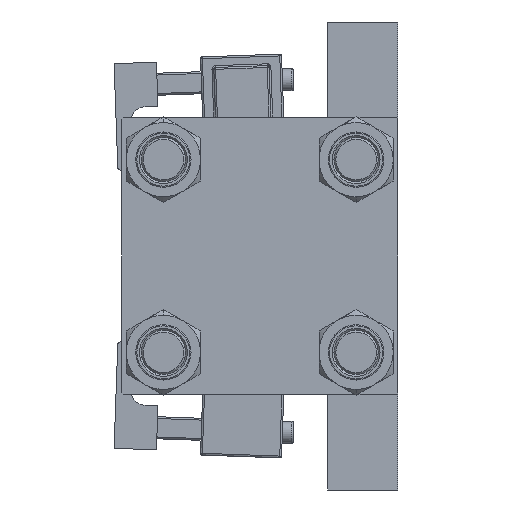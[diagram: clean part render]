
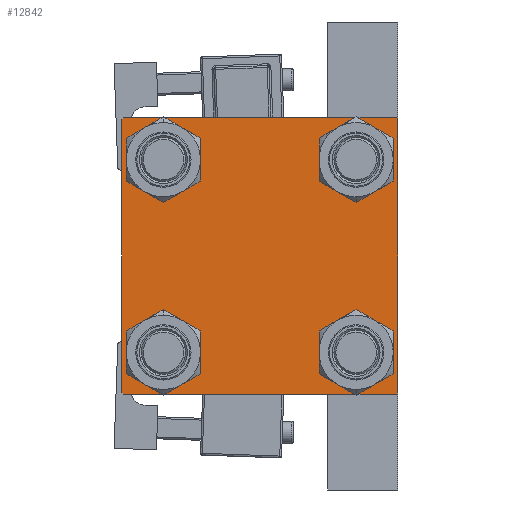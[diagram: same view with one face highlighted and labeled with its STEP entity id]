
A CAD part, left-side view. The second image highlights one B-rep face of the part: STEP entity #12842.
In plain terms, the highlighted planar face has unit normal (-1, 0, 0).
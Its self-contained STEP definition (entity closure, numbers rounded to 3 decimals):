
#77 = EDGE_CURVE ( 'NONE', #26438, #15712, #364, .T. ) ;
#364 = LINE ( 'NONE', #40627, #46702 ) ;
#644 = AXIS2_PLACEMENT_3D ( 'NONE', #25660, #5409, #41505 ) ;
#782 = AXIS2_PLACEMENT_3D ( 'NONE', #41325, #44978, #17680 ) ;
#880 = VERTEX_POINT ( 'NONE', #9888 ) ;
#2576 = CARTESIAN_POINT ( 'NONE',  ( 0., -26.15, 19.65 ) ) ;
#3092 = DIRECTION ( 'NONE',  ( 0., 0., 1. ) ) ;
#3325 = EDGE_CURVE ( 'NONE', #37691, #26438, #42152, .T. ) ;
#3405 = ORIENTED_EDGE ( 'NONE', *, *, #28166, .T. ) ;
#3907 = FACE_BOUND ( 'NONE', #29368, .T. ) ;
#4425 = FACE_BOUND ( 'NONE', #9759, .T. ) ;
#4588 = FACE_OUTER_BOUND ( 'NONE', #25197, .T. ) ;
#4704 = ORIENTED_EDGE ( 'NONE', *, *, #30589, .F. ) ;
#5165 = DIRECTION ( 'NONE',  ( 0., 0., 1. ) ) ;
#5409 = DIRECTION ( 'NONE',  ( 1., 0., 0. ) ) ;
#5659 = CIRCLE ( 'NONE', #644, 6.5 ) ;
#5978 = CARTESIAN_POINT ( 'NONE',  ( 0., 26.15, 19.65 ) ) ;
#6133 = LINE ( 'NONE', #50547, #12681 ) ;
#6199 = VERTEX_POINT ( 'NONE', #48344 ) ;
#6293 = VERTEX_POINT ( 'NONE', #36878 ) ;
#6294 = DIRECTION ( 'NONE',  ( 0., 0.707, 0.707 ) ) ;
#6507 = VERTEX_POINT ( 'NONE', #2576 ) ;
#7268 = CARTESIAN_POINT ( 'NONE',  ( 0., -37.25, 37.25 ) ) ;
#7606 = CARTESIAN_POINT ( 'NONE',  ( 0., -26.15, -26.15 ) ) ;
#8309 = DIRECTION ( 'NONE',  ( 1., 0., 0. ) ) ;
#8564 = CARTESIAN_POINT ( 'NONE',  ( 0., 26.15, -26.15 ) ) ;
#9695 = CIRCLE ( 'NONE', #17979, 6.5 ) ;
#9759 = EDGE_LOOP ( 'NONE', ( #13975, #3405 ) ) ;
#9888 = CARTESIAN_POINT ( 'NONE',  ( 0., -37., 37.5 ) ) ;
#10102 = CARTESIAN_POINT ( 'NONE',  ( 0., 26.15, 32.65 ) ) ;
#11313 = ORIENTED_EDGE ( 'NONE', *, *, #24046, .F. ) ;
#11566 = VERTEX_POINT ( 'NONE', #39876 ) ;
#12681 = VECTOR ( 'NONE', #18076, 1000. ) ;
#12841 = DIRECTION ( 'NONE',  ( 0., -0.707, -0.707 ) ) ;
#12842 = ADVANCED_FACE ( 'NONE', ( #4425, #23636, #3907, #43916, #4588 ), #39753, .T. ) ;
#12943 = CARTESIAN_POINT ( 'NONE',  ( 0., -37.25, -37.25 ) ) ;
#13729 = DIRECTION ( 'NONE',  ( 0., 0., 1. ) ) ;
#13753 = VECTOR ( 'NONE', #24723, 1000. ) ;
#13962 = CIRCLE ( 'NONE', #18103, 6.5 ) ;
#13975 = ORIENTED_EDGE ( 'NONE', *, *, #48008, .T. ) ;
#13992 = DIRECTION ( 'NONE',  ( 1., 0., 0. ) ) ;
#14816 = EDGE_LOOP ( 'NONE', ( #16635, #33440 ) ) ;
#15472 = VERTEX_POINT ( 'NONE', #49795 ) ;
#15712 = VERTEX_POINT ( 'NONE', #45593 ) ;
#16011 = VECTOR ( 'NONE', #48510, 1000. ) ;
#16029 = ORIENTED_EDGE ( 'NONE', *, *, #31342, .T. ) ;
#16363 = DIRECTION ( 'NONE',  ( 0., 0.707, -0.707 ) ) ;
#16614 = DIRECTION ( 'NONE',  ( 1., 0., 0. ) ) ;
#16629 = ORIENTED_EDGE ( 'NONE', *, *, #26919, .T. ) ;
#16635 = ORIENTED_EDGE ( 'NONE', *, *, #43380, .T. ) ;
#16899 = DIRECTION ( 'NONE',  ( 0., 0., 1. ) ) ;
#17637 = AXIS2_PLACEMENT_3D ( 'NONE', #36882, #48601, #16899 ) ;
#17680 = DIRECTION ( 'NONE',  ( 0., 0., 1. ) ) ;
#17979 = AXIS2_PLACEMENT_3D ( 'NONE', #8564, #8309, #5165 ) ;
#18076 = DIRECTION ( 'NONE',  ( 0., 0., -1. ) ) ;
#18103 = AXIS2_PLACEMENT_3D ( 'NONE', #49328, #13992, #13729 ) ;
#18279 = VERTEX_POINT ( 'NONE', #10102 ) ;
#18456 = CIRCLE ( 'NONE', #17637, 6.5 ) ;
#18688 = CARTESIAN_POINT ( 'NONE',  ( 0., -37., -37.5 ) ) ;
#19004 = CIRCLE ( 'NONE', #46401, 6.5 ) ;
#19509 = VERTEX_POINT ( 'NONE', #39366 ) ;
#19745 = DIRECTION ( 'NONE',  ( -1., 0., 0. ) ) ;
#19976 = LINE ( 'NONE', #24130, #28731 ) ;
#21466 = LINE ( 'NONE', #49021, #16011 ) ;
#21493 = DIRECTION ( 'NONE',  ( 0., -0.707, 0.707 ) ) ;
#21886 = CARTESIAN_POINT ( 'NONE',  ( 0., 37.5, 37.5 ) ) ;
#22017 = CARTESIAN_POINT ( 'NONE',  ( 0., 37.5, 37. ) ) ;
#23180 = CIRCLE ( 'NONE', #782, 6.5 ) ;
#23436 = DIRECTION ( 'NONE',  ( 0., 0., 1. ) ) ;
#23636 = FACE_BOUND ( 'NONE', #14816, .T. ) ;
#24046 = EDGE_CURVE ( 'NONE', #43925, #880, #39816, .T. ) ;
#24130 = CARTESIAN_POINT ( 'NONE',  ( 0., 37.25, 37.25 ) ) ;
#24723 = DIRECTION ( 'NONE',  ( 0., -1., 0. ) ) ;
#25152 = DIRECTION ( 'NONE',  ( 0., 0., 1. ) ) ;
#25197 = EDGE_LOOP ( 'NONE', ( #26661, #29259, #16029, #34806, #4704, #37900, #11313, #40989 ) ) ;
#25660 = CARTESIAN_POINT ( 'NONE',  ( 0., -26.15, 26.15 ) ) ;
#25944 = ORIENTED_EDGE ( 'NONE', *, *, #38367, .T. ) ;
#26016 = ORIENTED_EDGE ( 'NONE', *, *, #41588, .T. ) ;
#26438 = VERTEX_POINT ( 'NONE', #45545 ) ;
#26661 = ORIENTED_EDGE ( 'NONE', *, *, #3325, .T. ) ;
#26919 = EDGE_CURVE ( 'NONE', #18279, #46597, #47964, .T. ) ;
#26977 = CARTESIAN_POINT ( 'NONE',  ( 0., -26.15, -19.65 ) ) ;
#27144 = VERTEX_POINT ( 'NONE', #26977 ) ;
#27269 = EDGE_CURVE ( 'NONE', #37358, #42341, #32665, .T. ) ;
#27805 = EDGE_CURVE ( 'NONE', #19509, #880, #29679, .T. ) ;
#28166 = EDGE_CURVE ( 'NONE', #6507, #6293, #5659, .T. ) ;
#28183 = CARTESIAN_POINT ( 'NONE',  ( 0., 37., 37.5 ) ) ;
#28731 = VECTOR ( 'NONE', #16363, 1000. ) ;
#29259 = ORIENTED_EDGE ( 'NONE', *, *, #77, .T. ) ;
#29324 = CIRCLE ( 'NONE', #30131, 6.5 ) ;
#29368 = EDGE_LOOP ( 'NONE', ( #36275, #25944 ) ) ;
#29679 = LINE ( 'NONE', #7268, #42113 ) ;
#30131 = AXIS2_PLACEMENT_3D ( 'NONE', #48563, #16614, #25152 ) ;
#30589 = EDGE_CURVE ( 'NONE', #19509, #42341, #6133, .T. ) ;
#30622 = CARTESIAN_POINT ( 'NONE',  ( 0., 26.15, 26.15 ) ) ;
#31191 = AXIS2_PLACEMENT_3D ( 'NONE', #32204, #19745, #31937 ) ;
#31302 = VECTOR ( 'NONE', #21493, 1000. ) ;
#31342 = EDGE_CURVE ( 'NONE', #15712, #37358, #21466, .T. ) ;
#31937 = DIRECTION ( 'NONE',  ( 0., 0., 1. ) ) ;
#32004 = CARTESIAN_POINT ( 'NONE',  ( 0., 37.5, 37.5 ) ) ;
#32204 = CARTESIAN_POINT ( 'NONE',  ( 0., 0., 0. ) ) ;
#32665 = LINE ( 'NONE', #12943, #31302 ) ;
#33440 = ORIENTED_EDGE ( 'NONE', *, *, #50318, .T. ) ;
#33844 = DIRECTION ( 'NONE',  ( 0., 0., -1. ) ) ;
#34634 = DIRECTION ( 'NONE',  ( 1., 0., 0. ) ) ;
#34806 = ORIENTED_EDGE ( 'NONE', *, *, #27269, .T. ) ;
#36275 = ORIENTED_EDGE ( 'NONE', *, *, #48744, .T. ) ;
#36878 = CARTESIAN_POINT ( 'NONE',  ( 0., -26.15, 32.65 ) ) ;
#36882 = CARTESIAN_POINT ( 'NONE',  ( 0., 26.15, -26.15 ) ) ;
#37358 = VERTEX_POINT ( 'NONE', #18688 ) ;
#37499 = EDGE_CURVE ( 'NONE', #43925, #37691, #19976, .T. ) ;
#37691 = VERTEX_POINT ( 'NONE', #22017 ) ;
#37900 = ORIENTED_EDGE ( 'NONE', *, *, #27805, .T. ) ;
#38367 = EDGE_CURVE ( 'NONE', #11566, #15472, #9695, .T. ) ;
#38814 = AXIS2_PLACEMENT_3D ( 'NONE', #30622, #46501, #3092 ) ;
#39366 = CARTESIAN_POINT ( 'NONE',  ( 0., -37.5, 37. ) ) ;
#39753 = PLANE ( 'NONE',  #31191 ) ;
#39816 = LINE ( 'NONE', #32004, #13753 ) ;
#39876 = CARTESIAN_POINT ( 'NONE',  ( 0., 26.15, -32.65 ) ) ;
#40025 = VECTOR ( 'NONE', #33844, 1000. ) ;
#40627 = CARTESIAN_POINT ( 'NONE',  ( 0., 37.25, -37.25 ) ) ;
#40989 = ORIENTED_EDGE ( 'NONE', *, *, #37499, .T. ) ;
#41325 = CARTESIAN_POINT ( 'NONE',  ( 0., -26.15, 26.15 ) ) ;
#41505 = DIRECTION ( 'NONE',  ( 0., 0., 1. ) ) ;
#41588 = EDGE_CURVE ( 'NONE', #46597, #18279, #13962, .T. ) ;
#42113 = VECTOR ( 'NONE', #6294, 1000. ) ;
#42152 = LINE ( 'NONE', #21886, #40025 ) ;
#42341 = VERTEX_POINT ( 'NONE', #43431 ) ;
#43380 = EDGE_CURVE ( 'NONE', #27144, #6199, #19004, .T. ) ;
#43431 = CARTESIAN_POINT ( 'NONE',  ( 0., -37.5, -37. ) ) ;
#43916 = FACE_BOUND ( 'NONE', #47110, .T. ) ;
#43925 = VERTEX_POINT ( 'NONE', #28183 ) ;
#44978 = DIRECTION ( 'NONE',  ( 1., 0., 0. ) ) ;
#45545 = CARTESIAN_POINT ( 'NONE',  ( 0., 37.5, -37. ) ) ;
#45593 = CARTESIAN_POINT ( 'NONE',  ( 0., 37., -37.5 ) ) ;
#46401 = AXIS2_PLACEMENT_3D ( 'NONE', #7606, #34634, #23436 ) ;
#46501 = DIRECTION ( 'NONE',  ( 1., 0., 0. ) ) ;
#46597 = VERTEX_POINT ( 'NONE', #5978 ) ;
#46702 = VECTOR ( 'NONE', #12841, 1000. ) ;
#47110 = EDGE_LOOP ( 'NONE', ( #16629, #26016 ) ) ;
#47964 = CIRCLE ( 'NONE', #38814, 6.5 ) ;
#48008 = EDGE_CURVE ( 'NONE', #6293, #6507, #23180, .T. ) ;
#48344 = CARTESIAN_POINT ( 'NONE',  ( 0., -26.15, -32.65 ) ) ;
#48510 = DIRECTION ( 'NONE',  ( 0., -1., 0. ) ) ;
#48563 = CARTESIAN_POINT ( 'NONE',  ( 0., -26.15, -26.15 ) ) ;
#48601 = DIRECTION ( 'NONE',  ( 1., 0., 0. ) ) ;
#48744 = EDGE_CURVE ( 'NONE', #15472, #11566, #18456, .T. ) ;
#49021 = CARTESIAN_POINT ( 'NONE',  ( 0., 37.5, -37.5 ) ) ;
#49328 = CARTESIAN_POINT ( 'NONE',  ( 0., 26.15, 26.15 ) ) ;
#49795 = CARTESIAN_POINT ( 'NONE',  ( 0., 26.15, -19.65 ) ) ;
#50318 = EDGE_CURVE ( 'NONE', #6199, #27144, #29324, .T. ) ;
#50547 = CARTESIAN_POINT ( 'NONE',  ( 0., -37.5, 37.5 ) ) ;
